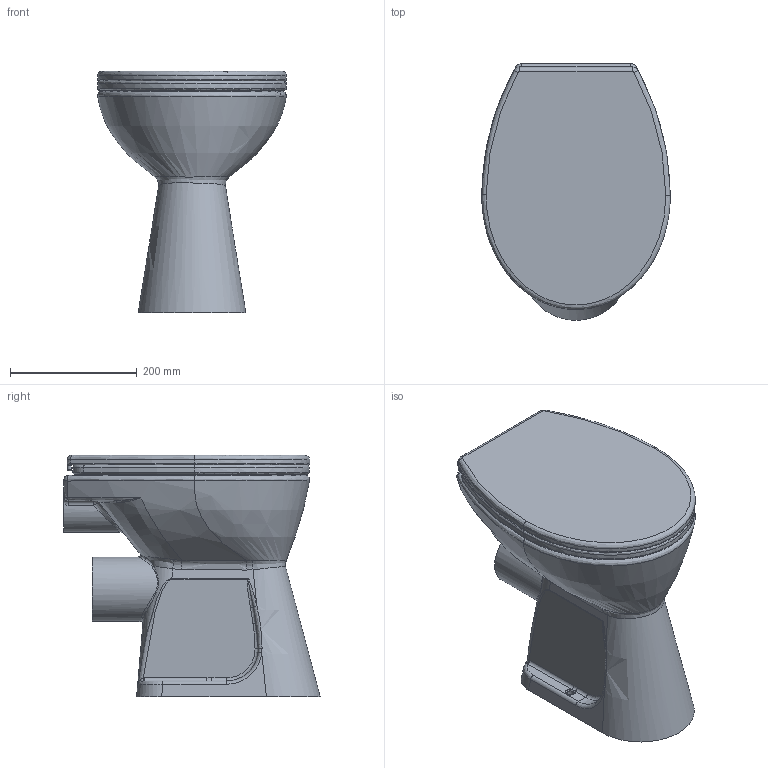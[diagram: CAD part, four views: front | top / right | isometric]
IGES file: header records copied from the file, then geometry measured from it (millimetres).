
Global section: file name: No Iges File Name specified; native system: AutoDesk Inventor R11.0; preprocessor: AutoDesk Inventor Iges Exporter R11.0; author: No Author specified; organization: No Organization specified; date: 20080309.082356; units: millimetre
Bounding box: 298.11 x 404.98 x 382 mm (x, y, z)
Volume: 11414734.3 mm3; surface area: 951574.8 mm2
Topology: 3 solids, 3 shells, 248 faces, 584 edges, 343 vertices
Faces by surface type: bspline 113, revolution 40, plane 40, cylinder 31, torus 24
